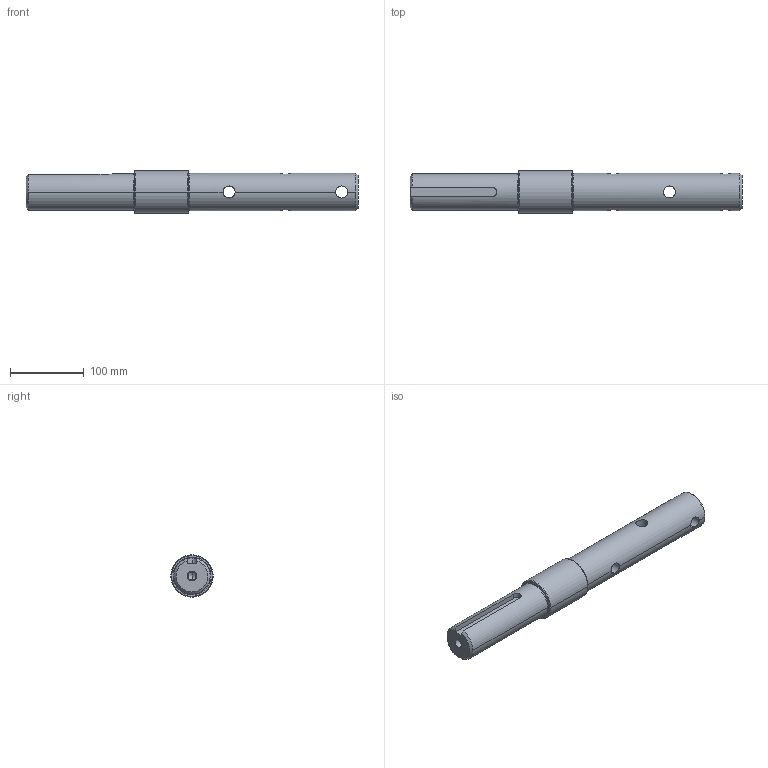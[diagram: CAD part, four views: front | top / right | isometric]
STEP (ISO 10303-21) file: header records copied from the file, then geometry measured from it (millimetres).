
FILE_DESCRIPTION (( 'STEP AP214' ), '1' );
FILE_NAME ('SMR2-CDS-32.step', '2016-11-22T21:12:37', ( '' ), ( '' ), 'SwSTEP 2.0', 'SolidWorks 2016', '' );
FILE_SCHEMA (( 'AUTOMOTIVE_DESIGN' ));
Length unit declared in the file: inch
Products named in the file (1): SMR2-CDS-32
Bounding box: 449.6 x 57.15 x 57.15 mm (x, y, z)
Volume: 880960.2 mm3; surface area: 87056 mm2
Topology: 1 solids, 1 shells, 40 faces, 107 edges, 67 vertices
Faces by surface type: cylinder 18, bspline 8, plane 8, cone 6
Entity records: 2145 total; most frequent: CARTESIAN_POINT 1173, ORIENTED_EDGE 210, DIRECTION 177, EDGE_CURVE 105, AXIS2_PLACEMENT_3D 71, VERTEX_POINT 67, EDGE_LOOP 46, FACE_OUTER_BOUND 40
